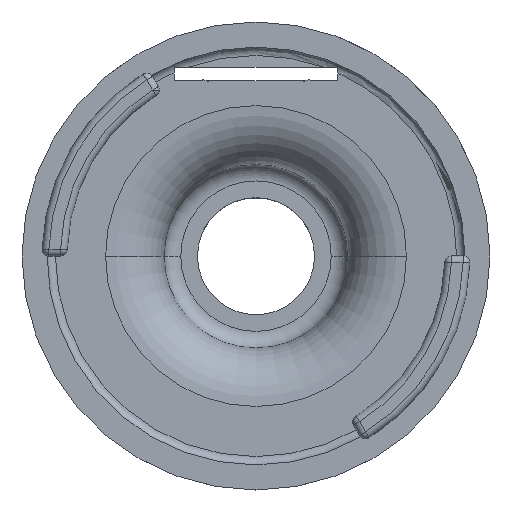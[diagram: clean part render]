
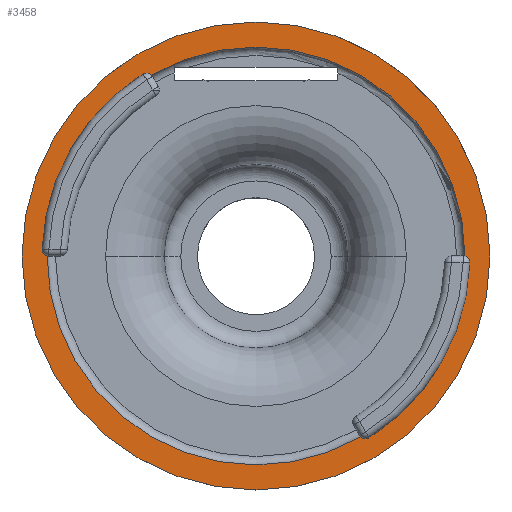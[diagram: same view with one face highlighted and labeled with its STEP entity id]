
A CAD part, top view. The second image highlights one B-rep face of the part: STEP entity #3458.
In plain terms, the highlighted planar face has unit normal (0, 0, 1).
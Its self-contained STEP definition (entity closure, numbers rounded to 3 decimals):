
#9 = CARTESIAN_POINT ( 'NONE',  ( 6.197, -0.2, 0. ) ) ;
#46 = CARTESIAN_POINT ( 'NONE',  ( 0., 0., 0. ) ) ;
#59 = DIRECTION ( 'NONE',  ( 0., 0., -1. ) ) ;
#81 = CARTESIAN_POINT ( 'NONE',  ( 0., 0., 0. ) ) ;
#127 = CIRCLE ( 'NONE', #5566, 6.4 ) ;
#137 = CIRCLE ( 'NONE', #1086, 0.2 ) ;
#162 = DIRECTION ( 'NONE',  ( -1., 0., 0. ) ) ;
#181 = ORIENTED_EDGE ( 'NONE', *, *, #672, .T. ) ;
#192 = AXIS2_PLACEMENT_3D ( 'NONE', #4497, #1478, #5001 ) ;
#223 = EDGE_CURVE ( 'NONE', #668, #5620, #1850, .T. ) ;
#250 = ORIENTED_EDGE ( 'NONE', *, *, #5255, .T. ) ;
#329 = DIRECTION ( 'NONE',  ( 0., 0., 1. ) ) ;
#355 = CIRCLE ( 'NONE', #2407, 6.25 ) ;
#412 = DIRECTION ( 'NONE',  ( -1., 0., 0. ) ) ;
#420 = CIRCLE ( 'NONE', #3228, 5.85 ) ;
#447 = DIRECTION ( 'NONE',  ( 0.5, -0.866, 0. ) ) ;
#535 = DIRECTION ( 'NONE',  ( -1., 0., 0. ) ) ;
#561 = DIRECTION ( 'NONE',  ( 0., 0., -1. ) ) ;
#597 = CARTESIAN_POINT ( 'NONE',  ( 6.397, -0.2, 0. ) ) ;
#668 = VERTEX_POINT ( 'NONE', #2668 ) ;
#672 = EDGE_CURVE ( 'NONE', #6141, #3889, #6269, .T. ) ;
#813 = FACE_BOUND ( 'NONE', #6143, .T. ) ;
#871 = EDGE_CURVE ( 'NONE', #4934, #3168, #355, .T. ) ;
#942 = VECTOR ( 'NONE', #3388, 1000. ) ;
#1053 = VERTEX_POINT ( 'NONE', #1281 ) ;
#1076 = ORIENTED_EDGE ( 'NONE', *, *, #5162, .T. ) ;
#1086 = AXIS2_PLACEMENT_3D ( 'NONE', #9, #3543, #535 ) ;
#1215 = ORIENTED_EDGE ( 'NONE', *, *, #2633, .T. ) ;
#1265 = ORIENTED_EDGE ( 'NONE', *, *, #1495, .T. ) ;
#1281 = CARTESIAN_POINT ( 'NONE',  ( 3.125, -5.413, 0. ) ) ;
#1309 = CARTESIAN_POINT ( 'NONE',  ( 0., 0., 0. ) ) ;
#1404 = DIRECTION ( 'NONE',  ( 0., 0., -1. ) ) ;
#1478 = DIRECTION ( 'NONE',  ( 0., 0., -1. ) ) ;
#1495 = EDGE_CURVE ( 'NONE', #4154, #3198, #5178, .T. ) ;
#1507 = VERTEX_POINT ( 'NONE', #597 ) ;
#1556 = CARTESIAN_POINT ( 'NONE',  ( 7., 0., 0. ) ) ;
#1578 = CIRCLE ( 'NONE', #3666, 0.2 ) ;
#1701 = ORIENTED_EDGE ( 'NONE', *, *, #3643, .T. ) ;
#1802 = AXIS2_PLACEMENT_3D ( 'NONE', #6224, #3431, #412 ) ;
#1850 = CIRCLE ( 'NONE', #4133, 5.85 ) ;
#1891 = EDGE_CURVE ( 'NONE', #3203, #1053, #3299, .T. ) ;
#1971 = DIRECTION ( 'NONE',  ( -1., 0., 0. ) ) ;
#1975 = DIRECTION ( 'NONE',  ( 0., 0., 1. ) ) ;
#1984 = CARTESIAN_POINT ( 'NONE',  ( 0., 0., 0. ) ) ;
#1998 = VERTEX_POINT ( 'NONE', #5472 ) ;
#2072 = EDGE_CURVE ( 'NONE', #4934, #1507, #137, .T. ) ;
#2075 = VERTEX_POINT ( 'NONE', #5895 ) ;
#2176 = AXIS2_PLACEMENT_3D ( 'NONE', #2653, #2649, #2647 ) ;
#2251 = CARTESIAN_POINT ( 'NONE',  ( -6.25, 0.007, 0. ) ) ;
#2254 = CARTESIAN_POINT ( 'NONE',  ( -5.543, 3.2, 0. ) ) ;
#2269 = CARTESIAN_POINT ( 'NONE',  ( -5.066, 2.925, 0. ) ) ;
#2341 = AXIS2_PLACEMENT_3D ( 'NONE', #46, #561, #4080 ) ;
#2371 = CIRCLE ( 'NONE', #192, 6.4 ) ;
#2407 = AXIS2_PLACEMENT_3D ( 'NONE', #1984, #1975, #1971 ) ;
#2425 = LINE ( 'NONE', #4374, #942 ) ;
#2450 = CIRCLE ( 'NONE', #6297, 0.2 ) ;
#2457 = EDGE_CURVE ( 'NONE', #5620, #1053, #4951, .T. ) ;
#2571 = CARTESIAN_POINT ( 'NONE',  ( 0., 0., 0. ) ) ;
#2633 = EDGE_CURVE ( 'NONE', #3889, #6141, #2981, .T. ) ;
#2647 = DIRECTION ( 'NONE',  ( 1., 0., 0. ) ) ;
#2649 = DIRECTION ( 'NONE',  ( 0., 0., 1. ) ) ;
#2653 = CARTESIAN_POINT ( 'NONE',  ( 0., 0., 0. ) ) ;
#2668 = CARTESIAN_POINT ( 'NONE',  ( 5.066, -2.925, 0. ) ) ;
#2723 = LINE ( 'NONE', #1309, #5357 ) ;
#2861 = AXIS2_PLACEMENT_3D ( 'NONE', #3352, #329, #3858 ) ;
#2944 = CARTESIAN_POINT ( 'NONE',  ( 2.925, -5.066, 0. ) ) ;
#2971 = ORIENTED_EDGE ( 'NONE', *, *, #223, .T. ) ;
#2981 = CIRCLE ( 'NONE', #2861, 7. ) ;
#2998 = DIRECTION ( 'NONE',  ( 0., 0., -1. ) ) ;
#3022 = ORIENTED_EDGE ( 'NONE', *, *, #5578, .F. ) ;
#3080 = CARTESIAN_POINT ( 'NONE',  ( 0., 0., 0. ) ) ;
#3090 = DIRECTION ( 'NONE',  ( -1., 0., 0. ) ) ;
#3112 = CARTESIAN_POINT ( 'NONE',  ( 2.925, -5.066, 0. ) ) ;
#3150 = CARTESIAN_POINT ( 'NONE',  ( -6.397, 0.206, 0. ) ) ;
#3165 = FACE_OUTER_BOUND ( 'NONE', #3525, .T. ) ;
#3168 = VERTEX_POINT ( 'NONE', #3248 ) ;
#3197 = DIRECTION ( 'NONE',  ( 0., 0., -1. ) ) ;
#3198 = VERTEX_POINT ( 'NONE', #2269 ) ;
#3199 = CARTESIAN_POINT ( 'NONE',  ( -3.125, 5.413, 0. ) ) ;
#3203 = VERTEX_POINT ( 'NONE', #2251 ) ;
#3228 = AXIS2_PLACEMENT_3D ( 'NONE', #3080, #59, #3578 ) ;
#3248 = CARTESIAN_POINT ( 'NONE',  ( 6.25, 0., 0. ) ) ;
#3299 = CIRCLE ( 'NONE', #1802, 6.25 ) ;
#3352 = CARTESIAN_POINT ( 'NONE',  ( 0., 0., 0. ) ) ;
#3375 = CIRCLE ( 'NONE', #6003, 6.25 ) ;
#3384 = EDGE_CURVE ( 'NONE', #1507, #6210, #2450, .T. ) ;
#3388 = DIRECTION ( 'NONE',  ( -0.5, 0.866, 0. ) ) ;
#3431 = DIRECTION ( 'NONE',  ( 0., 0., 1. ) ) ;
#3458 = ADVANCED_FACE ( 'NONE', ( #813, #3165 ), #5840, .F. ) ;
#3525 = EDGE_LOOP ( 'NONE', ( #1215, #181 ) ) ;
#3543 = DIRECTION ( 'NONE',  ( 0., 0., -1. ) ) ;
#3578 = DIRECTION ( 'NONE',  ( 1., 0., 0. ) ) ;
#3643 = EDGE_CURVE ( 'NONE', #6210, #1998, #2371, .T. ) ;
#3666 = AXIS2_PLACEMENT_3D ( 'NONE', #6026, #3197, #162 ) ;
#3719 = ORIENTED_EDGE ( 'NONE', *, *, #1891, .F. ) ;
#3747 = EDGE_CURVE ( 'NONE', #3198, #2075, #420, .T. ) ;
#3858 = DIRECTION ( 'NONE',  ( 1., 0., 0. ) ) ;
#3868 = CARTESIAN_POINT ( 'NONE',  ( 6.397, -0.206, 0. ) ) ;
#3889 = VERTEX_POINT ( 'NONE', #1556 ) ;
#3893 = VECTOR ( 'NONE', #4109, 1000. ) ;
#4000 = DIRECTION ( 'NONE',  ( 1., 0., 0. ) ) ;
#4001 = DIRECTION ( 'NONE',  ( 0., 0., -1. ) ) ;
#4010 = CARTESIAN_POINT ( 'NONE',  ( 0., 0., 0. ) ) ;
#4080 = DIRECTION ( 'NONE',  ( -1., 0., 0. ) ) ;
#4109 = DIRECTION ( 'NONE',  ( 0.866, -0.5, 0. ) ) ;
#4133 = AXIS2_PLACEMENT_3D ( 'NONE', #4010, #4001, #4000 ) ;
#4154 = VERTEX_POINT ( 'NONE', #2254 ) ;
#4252 = EDGE_CURVE ( 'NONE', #3203, #5011, #1578, .T. ) ;
#4374 = CARTESIAN_POINT ( 'NONE',  ( -2.925, 5.066, 0. ) ) ;
#4424 = CARTESIAN_POINT ( 'NONE',  ( 6.197, -0.2, 0. ) ) ;
#4497 = CARTESIAN_POINT ( 'NONE',  ( 0., 0., 0. ) ) ;
#4665 = ORIENTED_EDGE ( 'NONE', *, *, #3384, .T. ) ;
#4797 = VECTOR ( 'NONE', #447, 1000. ) ;
#4810 = CARTESIAN_POINT ( 'NONE',  ( 6.25, -0.007, 0. ) ) ;
#4841 = DIRECTION ( 'NONE',  ( -0.866, 0.5, 0. ) ) ;
#4853 = VERTEX_POINT ( 'NONE', #3199 ) ;
#4934 = VERTEX_POINT ( 'NONE', #4810 ) ;
#4936 = DIRECTION ( 'NONE',  ( -1., 0., 0. ) ) ;
#4951 = LINE ( 'NONE', #2944, #4797 ) ;
#5001 = DIRECTION ( 'NONE',  ( -1., 0., 0. ) ) ;
#5011 = VERTEX_POINT ( 'NONE', #3150 ) ;
#5162 = EDGE_CURVE ( 'NONE', #1998, #668, #2723, .T. ) ;
#5164 = CARTESIAN_POINT ( 'NONE',  ( -7., 0., 0. ) ) ;
#5178 = LINE ( 'NONE', #81, #3893 ) ;
#5255 = EDGE_CURVE ( 'NONE', #2075, #4853, #2425, .T. ) ;
#5357 = VECTOR ( 'NONE', #4841, 1000. ) ;
#5472 = CARTESIAN_POINT ( 'NONE',  ( 5.543, -3.2, 0. ) ) ;
#5483 = ORIENTED_EDGE ( 'NONE', *, *, #871, .F. ) ;
#5552 = ORIENTED_EDGE ( 'NONE', *, *, #2457, .T. ) ;
#5566 = AXIS2_PLACEMENT_3D ( 'NONE', #5855, #2998, #6286 ) ;
#5578 = EDGE_CURVE ( 'NONE', #3168, #4853, #3375, .T. ) ;
#5592 = ORIENTED_EDGE ( 'NONE', *, *, #2072, .T. ) ;
#5620 = VERTEX_POINT ( 'NONE', #3112 ) ;
#5840 = PLANE ( 'NONE',  #2341 ) ;
#5855 = CARTESIAN_POINT ( 'NONE',  ( 0., 0., 0. ) ) ;
#5895 = CARTESIAN_POINT ( 'NONE',  ( -2.925, 5.066, 0. ) ) ;
#5939 = DIRECTION ( 'NONE',  ( 0., 0., 1. ) ) ;
#5973 = EDGE_CURVE ( 'NONE', #5011, #4154, #127, .T. ) ;
#5983 = ORIENTED_EDGE ( 'NONE', *, *, #4252, .T. ) ;
#6003 = AXIS2_PLACEMENT_3D ( 'NONE', #2571, #5939, #3090 ) ;
#6026 = CARTESIAN_POINT ( 'NONE',  ( -6.197, 0.2, 0. ) ) ;
#6112 = ORIENTED_EDGE ( 'NONE', *, *, #5973, .T. ) ;
#6141 = VERTEX_POINT ( 'NONE', #5164 ) ;
#6143 = EDGE_LOOP ( 'NONE', ( #5483, #5592, #4665, #1701, #1076, #2971, #5552, #3719, #5983, #6112, #1265, #6255, #250, #3022 ) ) ;
#6210 = VERTEX_POINT ( 'NONE', #3868 ) ;
#6224 = CARTESIAN_POINT ( 'NONE',  ( 0., 0., 0. ) ) ;
#6255 = ORIENTED_EDGE ( 'NONE', *, *, #3747, .T. ) ;
#6269 = CIRCLE ( 'NONE', #2176, 7. ) ;
#6286 = DIRECTION ( 'NONE',  ( -1., 0., 0. ) ) ;
#6297 = AXIS2_PLACEMENT_3D ( 'NONE', #4424, #1404, #4936 ) ;
